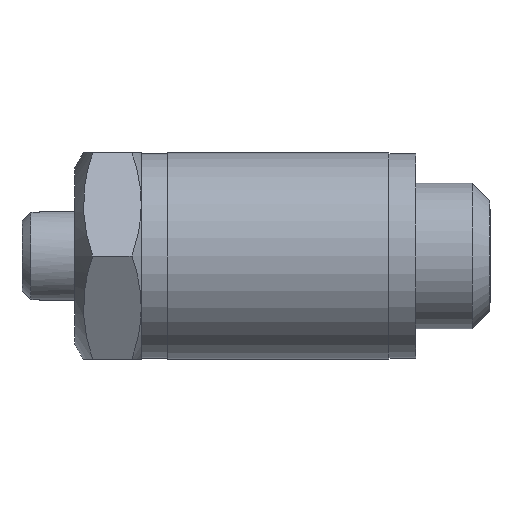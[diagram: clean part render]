
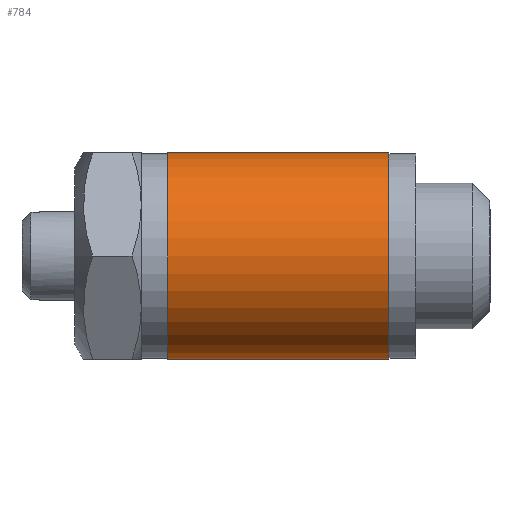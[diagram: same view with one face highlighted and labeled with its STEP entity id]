
A CAD part, left-side view. The second image highlights one B-rep face of the part: STEP entity #784.
In plain terms, the highlighted cylindrical face has radius 7 mm (diameter 14 mm), a partial arc.
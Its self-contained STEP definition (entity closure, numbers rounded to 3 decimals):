
#573 = EDGE_CURVE ( 'NONE', #703, #574, #2096, .T. ) ;
#574 = VERTEX_POINT ( 'NONE', #2101 ) ;
#597 = EDGE_LOOP ( 'NONE', ( #782, #816, #773, #926 ) ) ;
#702 = VERTEX_POINT ( 'NONE', #2289 ) ;
#703 = VERTEX_POINT ( 'NONE', #2288 ) ;
#771 = VERTEX_POINT ( 'NONE', #2485 ) ;
#772 = EDGE_CURVE ( 'NONE', #703, #702, #2484, .T. ) ;
#773 = ORIENTED_EDGE ( 'NONE', *, *, #829, .T. ) ;
#782 = ORIENTED_EDGE ( 'NONE', *, *, #573, .F. ) ;
#784 = ADVANCED_FACE ( 'NONE', ( #2433 ), #2517, .T. ) ;
#816 = ORIENTED_EDGE ( 'NONE', *, *, #772, .T. ) ;
#829 = EDGE_CURVE ( 'NONE', #702, #771, #2650, .T. ) ;
#926 = ORIENTED_EDGE ( 'NONE', *, *, #927, .T. ) ;
#927 = EDGE_CURVE ( 'NONE', #771, #574, #3311, .T. ) ;
#2096 = LINE ( 'NONE', #2121, #2100 ) ;
#2099 = DIRECTION ( 'NONE',  ( 0., 1., 0. ) ) ;
#2100 = VECTOR ( 'NONE', #2099, 1000. ) ;
#2101 = CARTESIAN_POINT ( 'NONE',  ( 0., 22.2, -7. ) ) ;
#2121 = CARTESIAN_POINT ( 'NONE',  ( 0., 28.286, -7. ) ) ;
#2288 = CARTESIAN_POINT ( 'NONE',  ( 0., 7.2, -7. ) ) ;
#2289 = CARTESIAN_POINT ( 'NONE',  ( 0., 7.2, 7. ) ) ;
#2381 = AXIS2_PLACEMENT_3D ( 'NONE', #2535, #2534, #2533 ) ;
#2426 = AXIS2_PLACEMENT_3D ( 'NONE', #2500, #2499, #2498 ) ;
#2433 = FACE_OUTER_BOUND ( 'NONE', #597, .T. ) ;
#2484 = CIRCLE ( 'NONE', #2426, 7. ) ;
#2485 = CARTESIAN_POINT ( 'NONE',  ( 0., 22.2, 7. ) ) ;
#2498 = DIRECTION ( 'NONE',  ( 0., 0., 1. ) ) ;
#2499 = DIRECTION ( 'NONE',  ( 0., 1., 0. ) ) ;
#2500 = CARTESIAN_POINT ( 'NONE',  ( 0., 7.2, 0. ) ) ;
#2517 = CYLINDRICAL_SURFACE ( 'NONE', #2381, 7. ) ;
#2533 = DIRECTION ( 'NONE',  ( 0., 0., 1. ) ) ;
#2534 = DIRECTION ( 'NONE',  ( 0., 1., 0. ) ) ;
#2535 = CARTESIAN_POINT ( 'NONE',  ( 0., 28.286, 0. ) ) ;
#2627 = DIRECTION ( 'NONE',  ( 0., 1., 0. ) ) ;
#2628 = VECTOR ( 'NONE', #2627, 1000. ) ;
#2629 = CARTESIAN_POINT ( 'NONE',  ( 0., 28.286, 7. ) ) ;
#2650 = LINE ( 'NONE', #2629, #2628 ) ;
#3282 = DIRECTION ( 'NONE',  ( 0., 0., -1. ) ) ;
#3290 = DIRECTION ( 'NONE',  ( 0., -1., 0. ) ) ;
#3291 = AXIS2_PLACEMENT_3D ( 'NONE', #3298, #3290, #3282 ) ;
#3298 = CARTESIAN_POINT ( 'NONE',  ( 0., 22.2, 0. ) ) ;
#3311 = CIRCLE ( 'NONE', #3291, 7. ) ;
